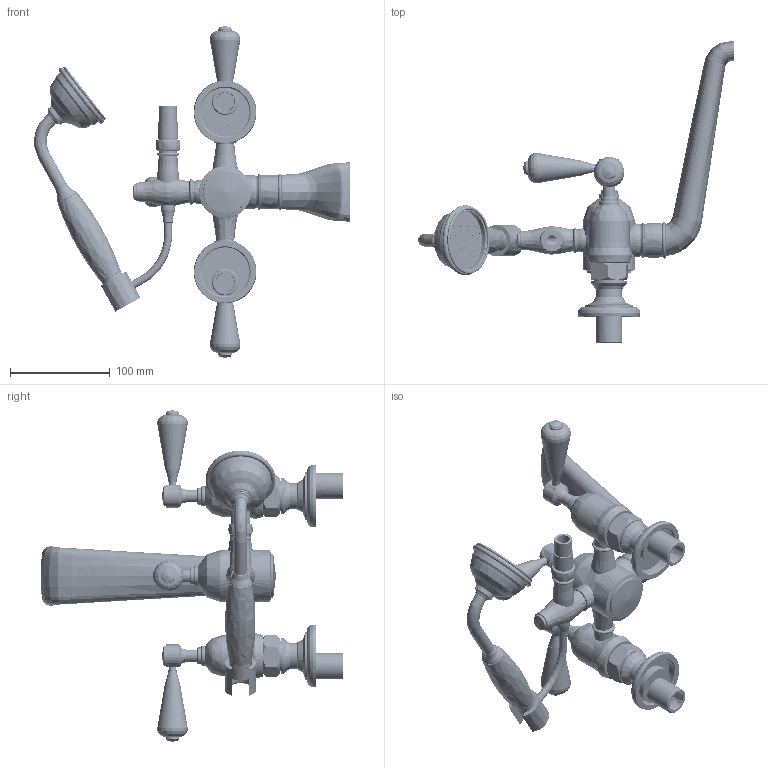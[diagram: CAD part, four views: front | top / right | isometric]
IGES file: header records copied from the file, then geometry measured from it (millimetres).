
Global section: file name: V2K33-SB SC; native system: Autodesk Inventor 2018; preprocessor: unknown; author: aduggalther; date: 20180123.075836; units: millimetre
Bounding box: 316.48 x 303.37 x 332.6 mm (x, y, z)
Volume: 773610.8 mm3; surface area: 365083.3 mm2
Topology: 101 solids, 102 shells, 3029 faces, 8635 edges, 5904 vertices
Faces by surface type: bspline 3029
